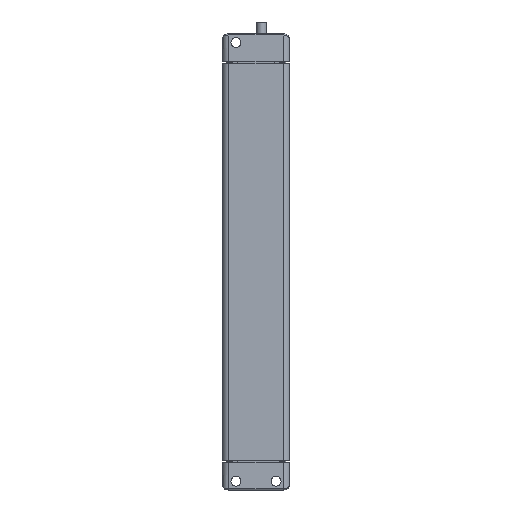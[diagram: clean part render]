
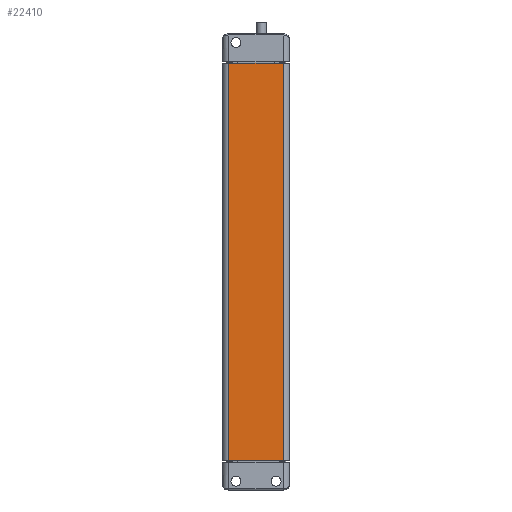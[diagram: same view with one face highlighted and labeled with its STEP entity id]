
A CAD part, front view. The second image highlights one B-rep face of the part: STEP entity #22410.
In plain terms, the highlighted planar face has unit normal (0, -1, 0).
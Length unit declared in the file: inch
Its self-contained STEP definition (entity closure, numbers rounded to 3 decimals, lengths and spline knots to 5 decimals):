
#7317=DIRECTION('',(1.,0.,0.));
#7318=VECTOR('',#7317,0.96);
#7319=CARTESIAN_POINT('',(0.11,0.,7.));
#7320=LINE('',#7319,#7318);
#7575=DIRECTION('',(1.,0.,0.));
#7576=VECTOR('',#7575,0.96);
#7577=CARTESIAN_POINT('',(0.11,0.,0.));
#7578=LINE('',#7577,#7576);
#7964=DIRECTION('',(0.,0.,-1.));
#7965=VECTOR('',#7964,7.);
#7966=CARTESIAN_POINT('',(0.11,0.,7.));
#7967=LINE('',#7966,#7965);
#7991=DIRECTION('',(0.,0.,-1.));
#7992=VECTOR('',#7991,7.);
#7993=CARTESIAN_POINT('',(1.07,0.,7.));
#7994=LINE('',#7993,#7992);
#11801=CARTESIAN_POINT('',(0.11,0.,7.));
#11802=CARTESIAN_POINT('',(0.11,0.,0.));
#11803=VERTEX_POINT('',#11801);
#11804=VERTEX_POINT('',#11802);
#11813=CARTESIAN_POINT('',(1.07,0.,0.));
#11814=VERTEX_POINT('',#11813);
#11815=CARTESIAN_POINT('',(1.07,0.,7.));
#11816=VERTEX_POINT('',#11815);
#22398=CARTESIAN_POINT('',(0.,0.,0.));
#22399=DIRECTION('',(0.,-1.,0.));
#22400=DIRECTION('',(1.,0.,0.));
#22401=AXIS2_PLACEMENT_3D('',#22398,#22399,#22400);
#22402=PLANE('',#22401);
#22403=ORIENTED_EDGE('',*,*,#22390,.F.);
#22404=ORIENTED_EDGE('',*,*,#21555,.T.);
#22406=ORIENTED_EDGE('',*,*,#22405,.T.);
#22407=ORIENTED_EDGE('',*,*,#21820,.F.);
#22408=EDGE_LOOP('',(#22403,#22404,#22406,#22407));
#22409=FACE_OUTER_BOUND('',#22408,.F.);
#22410=ADVANCED_FACE('',(#22409),#22402,.T.);
#21555=EDGE_CURVE('',#11803,#11816,#7320,.T.);
#21820=EDGE_CURVE('',#11804,#11814,#7578,.T.);
#22390=EDGE_CURVE('',#11803,#11804,#7967,.T.);
#22405=EDGE_CURVE('',#11816,#11814,#7994,.T.);
